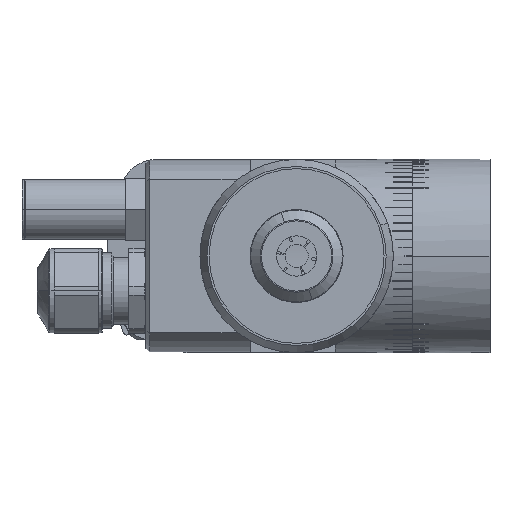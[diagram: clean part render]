
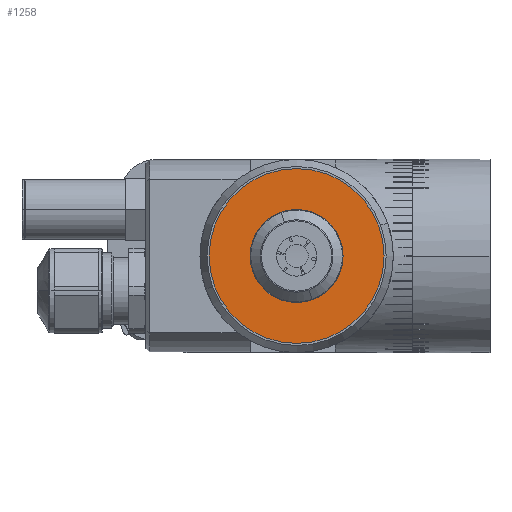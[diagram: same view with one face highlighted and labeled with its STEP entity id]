
A CAD part, left-side view. The second image highlights one B-rep face of the part: STEP entity #1258.
In plain terms, the highlighted planar face has unit normal (-1, 0, 0).
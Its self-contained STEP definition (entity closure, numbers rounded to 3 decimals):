
#1114 = ORIENTED_EDGE ( 'NONE', *, *, #1116, .F. ) ;
#1116 = EDGE_CURVE ( 'NONE', #1239, #1238, #7854, .T. ) ;
#1210 = ORIENTED_EDGE ( 'NONE', *, *, #1261, .T. ) ;
#1213 = VERTEX_POINT ( 'NONE', #8125 ) ;
#1234 = VERTEX_POINT ( 'NONE', #8061 ) ;
#1236 = EDGE_CURVE ( 'NONE', #1238, #1239, #8056, .T. ) ;
#1238 = VERTEX_POINT ( 'NONE', #8063 ) ;
#1239 = VERTEX_POINT ( 'NONE', #8057 ) ;
#1258 = ADVANCED_FACE ( 'NONE', ( #8188, #8191 ), #8000, .T. ) ;
#1259 = ORIENTED_EDGE ( 'NONE', *, *, #1260, .T. ) ;
#1260 = EDGE_CURVE ( 'NONE', #1213, #1234, #7994, .T. ) ;
#1261 = EDGE_CURVE ( 'NONE', #1234, #1213, #7995, .T. ) ;
#1272 = EDGE_LOOP ( 'NONE', ( #1210, #1259 ) ) ;
#1323 = EDGE_LOOP ( 'NONE', ( #1377, #1114 ) ) ;
#1377 = ORIENTED_EDGE ( 'NONE', *, *, #1236, .F. ) ;
#7706 = DIRECTION ( 'NONE',  ( 0., -0.342, -0.94 ) ) ;
#7707 = DIRECTION ( 'NONE',  ( -1., 0., 0. ) ) ;
#7718 = CARTESIAN_POINT ( 'NONE',  ( -62., 0., 0. ) ) ;
#7852 = AXIS2_PLACEMENT_3D ( 'NONE', #7718, #7707, #7706 ) ;
#7854 = CIRCLE ( 'NONE', #7852, 5.3 ) ;
#7986 = AXIS2_PLACEMENT_3D ( 'NONE', #8110, #8109, #8108 ) ;
#7987 = DIRECTION ( 'NONE',  ( 0., -0.342, -0.94 ) ) ;
#7988 = DIRECTION ( 'NONE',  ( -1., 0., 0. ) ) ;
#7989 = CARTESIAN_POINT ( 'NONE',  ( -62., 0., 0. ) ) ;
#7990 = DIRECTION ( 'NONE',  ( 0., -0.342, -0.94 ) ) ;
#7991 = DIRECTION ( 'NONE',  ( -1., 0., 0. ) ) ;
#7994 = CIRCLE ( 'NONE', #8006, 11.3 ) ;
#7995 = CIRCLE ( 'NONE', #7986, 11.3 ) ;
#8000 = PLANE ( 'NONE',  #8008 ) ;
#8006 = AXIS2_PLACEMENT_3D ( 'NONE', #7989, #7988, #7987 ) ;
#8008 = AXIS2_PLACEMENT_3D ( 'NONE', #8196, #7991, #7990 ) ;
#8052 = DIRECTION ( 'NONE',  ( 0., -0.342, -0.94 ) ) ;
#8053 = DIRECTION ( 'NONE',  ( -1., 0., 0. ) ) ;
#8054 = CARTESIAN_POINT ( 'NONE',  ( -62., 0., 0. ) ) ;
#8055 = AXIS2_PLACEMENT_3D ( 'NONE', #8054, #8053, #8052 ) ;
#8056 = CIRCLE ( 'NONE', #8055, 5.3 ) ;
#8057 = CARTESIAN_POINT ( 'NONE',  ( -62., -1.813, -4.98 ) ) ;
#8061 = CARTESIAN_POINT ( 'NONE',  ( -62., -3.865, -10.619 ) ) ;
#8063 = CARTESIAN_POINT ( 'NONE',  ( -62., 1.813, 4.98 ) ) ;
#8108 = DIRECTION ( 'NONE',  ( 0., -0.342, -0.94 ) ) ;
#8109 = DIRECTION ( 'NONE',  ( -1., 0., 0. ) ) ;
#8110 = CARTESIAN_POINT ( 'NONE',  ( -62., 0., 0. ) ) ;
#8125 = CARTESIAN_POINT ( 'NONE',  ( -62., 3.865, 10.619 ) ) ;
#8188 = FACE_OUTER_BOUND ( 'NONE', #1272, .T. ) ;
#8191 = FACE_BOUND ( 'NONE', #1323, .T. ) ;
#8196 = CARTESIAN_POINT ( 'NONE',  ( -62., 0., 0. ) ) ;
